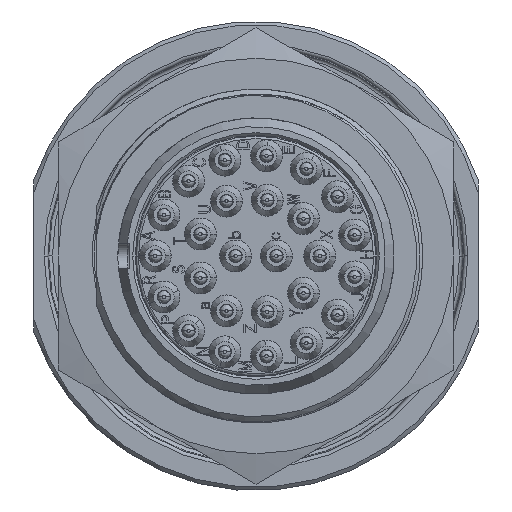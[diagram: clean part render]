
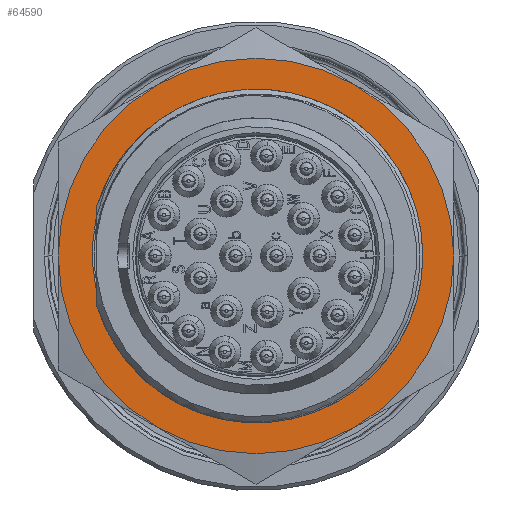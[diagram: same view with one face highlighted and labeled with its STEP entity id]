
A CAD part, left-side view. The second image highlights one B-rep face of the part: STEP entity #64590.
In plain terms, the highlighted planar face has unit normal (-1, 0, 0).
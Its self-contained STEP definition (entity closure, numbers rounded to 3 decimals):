
#1380=CARTESIAN_POINT('',(14.5,-9.211,-9.87));
#1381=CARTESIAN_POINT('',(14.5,-8.866,-10.179));
#1382=CARTESIAN_POINT('',(14.5,-8.148,-10.758));
#1383=CARTESIAN_POINT('',(14.5,-6.984,-11.514));
#1384=CARTESIAN_POINT('',(14.5,-5.755,-12.144));
#1385=CARTESIAN_POINT('',(14.5,-4.468,-12.644));
#1386=CARTESIAN_POINT('',(14.5,-3.136,-13.009));
#1387=CARTESIAN_POINT('',(14.5,-1.782,-13.234));
#1388=CARTESIAN_POINT('',(14.5,-0.406,-13.319));
#1389=CARTESIAN_POINT('',(14.5,0.962,-13.262));
#1390=CARTESIAN_POINT('',(14.5,2.318,-13.064));
#1391=CARTESIAN_POINT('',(14.5,3.646,-12.728));
#1392=CARTESIAN_POINT('',(14.5,4.925,-12.259));
#1393=CARTESIAN_POINT('',(14.5,6.152,-11.659));
#1394=CARTESIAN_POINT('',(14.5,7.306,-10.939));
#1395=CARTESIAN_POINT('',(14.5,8.019,-10.384));
#1396=CARTESIAN_POINT('',(14.5,8.362,-10.087));
#1422=CARTESIAN_POINT('',(14.5,0.,0.));
#1423=DIRECTION('',(1.,0.,0.));
#1424=DIRECTION('',(0.,-0.5,0.866));
#1425=AXIS2_PLACEMENT_3D('',#1422,#1423,#1424);
#1427=CARTESIAN_POINT('',(14.5,0.,0.));
#1428=DIRECTION('',(1.,0.,0.));
#1429=DIRECTION('',(0.,-1.,0.));
#1430=AXIS2_PLACEMENT_3D('',#1427,#1428,#1429);
#1432=CARTESIAN_POINT('',(14.5,0.,0.));
#1433=DIRECTION('',(1.,0.,0.));
#1434=DIRECTION('',(0.,0.5,-0.866));
#1435=AXIS2_PLACEMENT_3D('',#1432,#1433,#1434);
#1437=CARTESIAN_POINT('',(14.5,0.,0.));
#1438=DIRECTION('',(1.,0.,0.));
#1439=DIRECTION('',(0.,1.,0.));
#1440=AXIS2_PLACEMENT_3D('',#1437,#1438,#1439);
#1442=CARTESIAN_POINT('',(14.5,0.,13.5));
#1443=CARTESIAN_POINT('',(14.5,-0.427,13.495));
#1444=CARTESIAN_POINT('',(14.5,-1.274,13.444));
#1445=CARTESIAN_POINT('',(14.5,-2.534,13.249));
#1446=CARTESIAN_POINT('',(14.5,-3.768,12.936));
#1447=CARTESIAN_POINT('',(14.5,-4.967,12.508));
#1448=CARTESIAN_POINT('',(14.5,-5.734,12.15));
#1449=CARTESIAN_POINT('',(14.5,-6.109,11.952));
#1451=CARTESIAN_POINT('',(14.5,8.362,-10.087));
#1452=CARTESIAN_POINT('',(14.5,8.726,-9.792));
#1453=CARTESIAN_POINT('',(14.5,9.42,-9.168));
#1454=CARTESIAN_POINT('',(14.5,10.358,-8.121));
#1455=CARTESIAN_POINT('',(14.5,11.179,-6.98));
#1456=CARTESIAN_POINT('',(14.5,11.875,-5.756));
#1457=CARTESIAN_POINT('',(14.5,12.437,-4.464));
#1458=CARTESIAN_POINT('',(14.5,12.859,-3.119));
#1459=CARTESIAN_POINT('',(14.5,13.135,-1.734));
#1460=CARTESIAN_POINT('',(14.5,13.262,-0.327));
#1461=CARTESIAN_POINT('',(14.5,13.239,1.088));
#1462=CARTESIAN_POINT('',(14.5,13.065,2.493));
#1463=CARTESIAN_POINT('',(14.5,12.742,3.873));
#1464=CARTESIAN_POINT('',(14.5,12.275,5.212));
#1465=CARTESIAN_POINT('',(14.5,11.666,6.495));
#1466=CARTESIAN_POINT('',(14.5,10.924,7.708));
#1467=CARTESIAN_POINT('',(14.5,10.057,8.836));
#1468=CARTESIAN_POINT('',(14.5,9.074,9.866));
#1469=CARTESIAN_POINT('',(14.5,7.986,10.787));
#1470=CARTESIAN_POINT('',(14.5,6.806,11.588));
#1471=CARTESIAN_POINT('',(14.5,5.545,12.261));
#1472=CARTESIAN_POINT('',(14.5,4.219,12.796));
#1473=CARTESIAN_POINT('',(14.5,2.843,13.188));
#1474=CARTESIAN_POINT('',(14.5,1.431,13.432));
#1475=CARTESIAN_POINT('',(14.5,0.479,13.494));
#1476=CARTESIAN_POINT('',(14.5,0.,13.5));
#1478=CARTESIAN_POINT('',(14.5,0.,0.));
#1479=DIRECTION('',(-1.,0.,0.));
#1480=DIRECTION('',(0.,-0.5,0.866));
#1481=AXIS2_PLACEMENT_3D('',#1478,#1479,#1480);
#3373=CARTESIAN_POINT('',(14.5,0.,0.));
#3374=DIRECTION('',(-1.,0.,0.));
#3375=DIRECTION('',(0.,0.5,-0.866));
#3376=AXIS2_PLACEMENT_3D('',#3373,#3374,#3375);
#3378=CARTESIAN_POINT('',(14.5,0.,0.));
#3379=DIRECTION('',(1.,0.,0.));
#3380=DIRECTION('',(0.,-0.682,0.731));
#3381=AXIS2_PLACEMENT_3D('',#3378,#3379,#3380);
#3472=CARTESIAN_POINT('',(14.5,-6.109,11.952));
#3473=CARTESIAN_POINT('',(14.5,-6.484,11.77));
#3474=CARTESIAN_POINT('',(14.5,-7.214,11.373));
#3475=CARTESIAN_POINT('',(14.5,-8.255,10.674));
#3476=CARTESIAN_POINT('',(14.5,-8.9,10.148));
#3477=CARTESIAN_POINT('',(14.5,-9.211,9.87));
#50752=CARTESIAN_POINT('',(14.5,-8.,13.856));
#50753=CARTESIAN_POINT('',(14.5,-16.,0.));
#50754=VERTEX_POINT('',#50752);
#50755=VERTEX_POINT('',#50753);
#50756=CARTESIAN_POINT('',(14.5,-8.,-13.856));
#50757=VERTEX_POINT('',#50756);
#50758=CARTESIAN_POINT('',(14.5,8.,-13.856));
#50759=CARTESIAN_POINT('',(14.5,16.,0.));
#50760=VERTEX_POINT('',#50758);
#50761=VERTEX_POINT('',#50759);
#50762=CARTESIAN_POINT('',(14.5,8.,13.856));
#50763=VERTEX_POINT('',#50762);
#50776=CARTESIAN_POINT('',(14.5,-9.211,9.87));
#50777=CARTESIAN_POINT('',(14.5,-9.211,-9.87));
#50778=VERTEX_POINT('',#50776);
#50779=VERTEX_POINT('',#50777);
#50785=VERTEX_POINT('',#3472);
#50787=VERTEX_POINT('',#1396);
#50789=VERTEX_POINT('',#1476);
#64561=CARTESIAN_POINT('',(14.5,0.,0.));
#64562=DIRECTION('',(1.,0.,0.));
#64563=DIRECTION('',(0.,0.,-1.));
#64564=AXIS2_PLACEMENT_3D('',#64561,#64562,#64563);
#64565=PLANE('343',#64564);
#64567=ORIENTED_EDGE('4472',*,*,#64566,.F.);
#64569=ORIENTED_EDGE('4437',*,*,#64568,.T.);
#64571=ORIENTED_EDGE('4438',*,*,#64570,.T.);
#64573=ORIENTED_EDGE('4471',*,*,#64572,.F.);
#64575=ORIENTED_EDGE('4439',*,*,#64574,.T.);
#64577=ORIENTED_EDGE('4440',*,*,#64576,.T.);
#64578=EDGE_LOOP('343',(#64567,#64569,#64571,#64573,#64575,#64577));
#64579=FACE_OUTER_BOUND('343',#64578,.F.);
#64581=ORIENTED_EDGE('4475',*,*,#64580,.F.);
#64583=ORIENTED_EDGE('4479',*,*,#64582,.F.);
#64585=ORIENTED_EDGE('4538',*,*,#64584,.F.);
#64586=ORIENTED_EDGE('4537',*,*,#64465,.F.);
#64587=ORIENTED_EDGE('4491',*,*,#64549,.F.);
#64588=EDGE_LOOP('343',(#64581,#64583,#64585,#64586,#64587));
#64589=FACE_BOUND('343',#64588,.F.);
#1397=B_SPLINE_CURVE_WITH_KNOTS('4491',3,(#1380,#1381,#1382,#1383,#1384,#1385,
#1386,#1387,#1388,#1389,#1390,#1391,#1392,#1393,#1394,#1395,#1396),
.UNSPECIFIED.,.F.,.F.,(4,1,1,1,1,1,1,1,1,1,1,1,1,1,4),(0.,0.071,
0.143,0.214,0.286,0.357,
0.429,0.5,0.571,0.643,0.714,
0.786,0.857,0.929,1.),.UNSPECIFIED.);
#1426=CIRCLE('4437',#1425,16.);
#1431=CIRCLE('4438',#1430,16.);
#1436=CIRCLE('4439',#1435,16.);
#1441=CIRCLE('4440',#1440,16.);
#1450=B_SPLINE_CURVE_WITH_KNOTS('4538',3,(#1442,#1443,#1444,#1445,#1446,#1447,
#1448,#1449),.UNSPECIFIED.,.F.,.F.,(4,1,1,1,1,4),(0.,0.2,0.4,0.6,0.8,
1.),.UNSPECIFIED.);
#1477=B_SPLINE_CURVE_WITH_KNOTS('4537',3,(#1451,#1452,#1453,#1454,#1455,#1456,
#1457,#1458,#1459,#1460,#1461,#1462,#1463,#1464,#1465,#1466,#1467,#1468,#1469,
#1470,#1471,#1472,#1473,#1474,#1475,#1476),.UNSPECIFIED.,.F.,.F.,(4,1,1,1,1,1,1,
1,1,1,1,1,1,1,1,1,1,1,1,1,1,1,1,4),(0.,0.043,0.087,
0.13,0.174,0.217,0.261,
0.304,0.348,0.391,0.435,
0.478,0.522,0.565,0.609,
0.652,0.696,0.739,0.783,
0.826,0.87,0.913,0.957,1.),
.UNSPECIFIED.);
#1482=CIRCLE('4472',#1481,16.);
#3377=CIRCLE('4471',#3376,16.);
#3382=CIRCLE('4475',#3381,13.5);
#3478=B_SPLINE_CURVE_WITH_KNOTS('4479',3,(#3472,#3473,#3474,#3475,#3476,#3477),
.UNSPECIFIED.,.F.,.F.,(4,1,1,4),(0.,0.333,0.667,1.),
.UNSPECIFIED.);
#64465=EDGE_CURVE('4537',#50787,#50789,#1477,.T.);
#64549=EDGE_CURVE('4491',#50779,#50787,#1397,.T.);
#64566=EDGE_CURVE('4472',#50754,#50763,#1482,.T.);
#64568=EDGE_CURVE('4437',#50754,#50755,#1426,.T.);
#64570=EDGE_CURVE('4438',#50755,#50757,#1431,.T.);
#64572=EDGE_CURVE('4471',#50760,#50757,#3377,.T.);
#64574=EDGE_CURVE('4439',#50760,#50761,#1436,.T.);
#64576=EDGE_CURVE('4440',#50761,#50763,#1441,.T.);
#64580=EDGE_CURVE('4475',#50778,#50779,#3382,.T.);
#64582=EDGE_CURVE('4479',#50785,#50778,#3478,.T.);
#64584=EDGE_CURVE('4538',#50789,#50785,#1450,.T.);
#64590=ADVANCED_FACE('343',(#64579,#64589),#64565,.F.);
